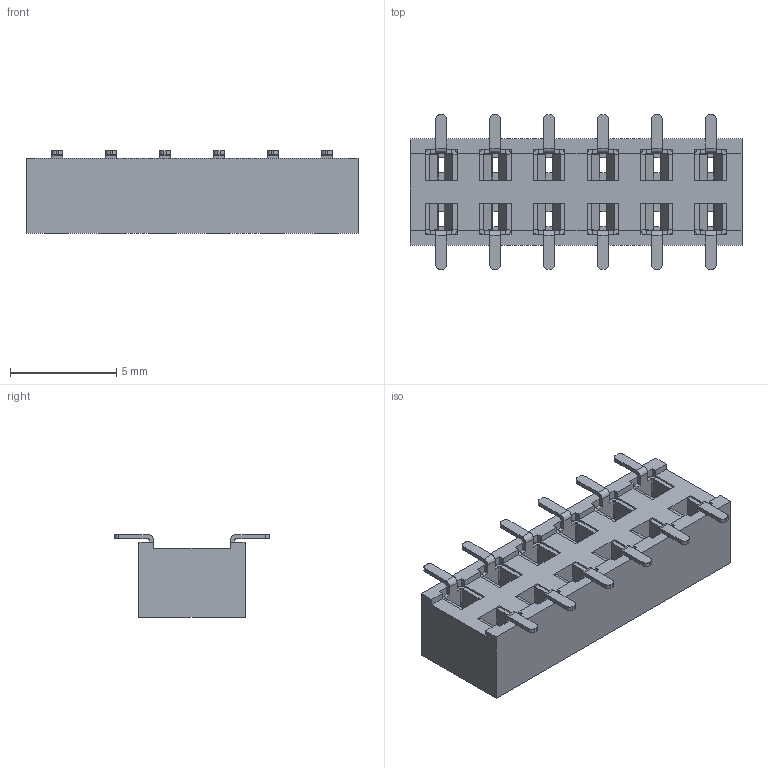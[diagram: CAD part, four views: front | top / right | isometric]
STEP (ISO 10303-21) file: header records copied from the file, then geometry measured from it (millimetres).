
FILE_DESCRIPTION (( 'STEP AP214' ), '1' );
FILE_NAME ('FFH25421-D12S1014K6M-REF.STEP', '2026-03-04T08:53:08', ( '' ), ( '' ), 'SwSTEP 2.0', 'SolidWorks 2021', '' );
FILE_SCHEMA (( 'AUTOMOTIVE_DESIGN' ));
Length unit declared in the file: millimetre
Products named in the file (1): FFH25421-D12S1014K6M-REF
Bounding box: 15.64 x 7.3 x 3.9 mm (x, y, z)
Volume: 205.4 mm3; surface area: 670.8 mm2
Topology: 1 solids, 1 shells, 850 faces, 2232 edges, 1336 vertices
Faces by surface type: plane 658, cylinder 192
Entity records: 25570 total; most frequent: ORIENTED_EDGE 4464, CARTESIAN_POINT 4419, DIRECTION 4318, EDGE_CURVE 2232, LINE 1848, VECTOR 1848, VERTEX_POINT 1336, AXIS2_PLACEMENT_3D 1235
